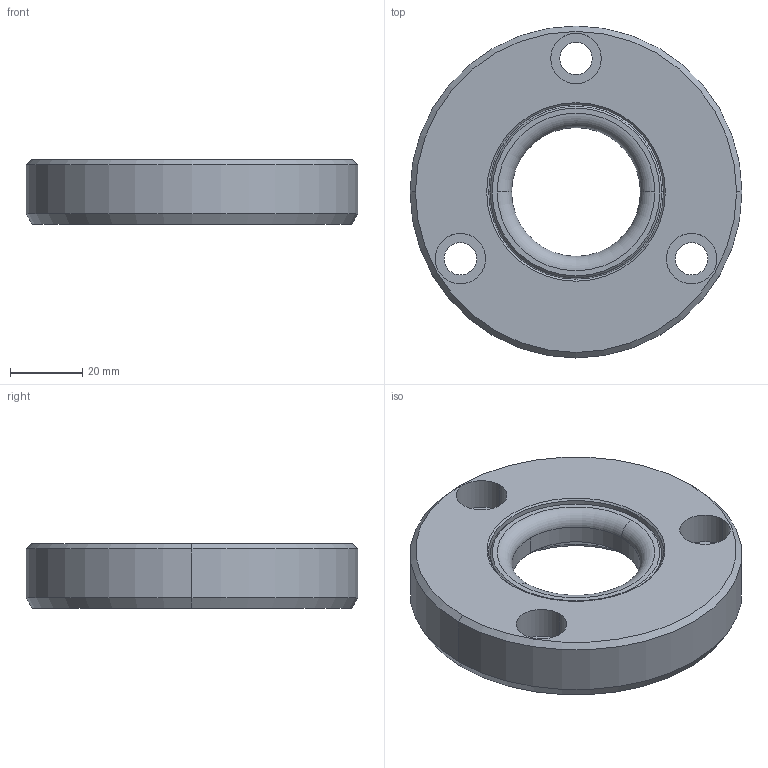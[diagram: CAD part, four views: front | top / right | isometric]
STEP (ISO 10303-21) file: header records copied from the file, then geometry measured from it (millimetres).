
FILE_DESCRIPTION((''),'2;1');
FILE_NAME('1990106.stp','2001-08-14T10:46:28',('PowerParts'),('web2CAD AG'),'AutoCAD STEP 2000i','AutoCAD 2000i',', , ');
FILE_SCHEMA(('AUTOMOTIVE_DESIGN { 1 2 10303 214 0 1 1 1 }'));
Length unit declared in the file: millimetre
Products named in the file (2): 1990106; EH 1990.106 PULL-IN RING FLOATING_1
Assembly tree (1 placements, depth 2):
  1990106
    EH 1990.106 PULL-IN RING FLOATING_1
Bounding box: 92 x 92 x 18 mm (x, y, z)
Volume: 84817.3 mm3; surface area: 25665.5 mm2
Topology: 1 solids, 1 shells, 64 faces, 140 edges, 88 vertices
Faces by surface type: cylinder 30, cone 18, plane 12, bspline 2, torus 2
Entity records: 1943 total; most frequent: CARTESIAN_POINT 382, DIRECTION 360, ORIENTED_EDGE 280, AXIS2_PLACEMENT_3D 156, EDGE_CURVE 140, CIRCLE 92, VERTEX_POINT 88, EDGE_LOOP 82
